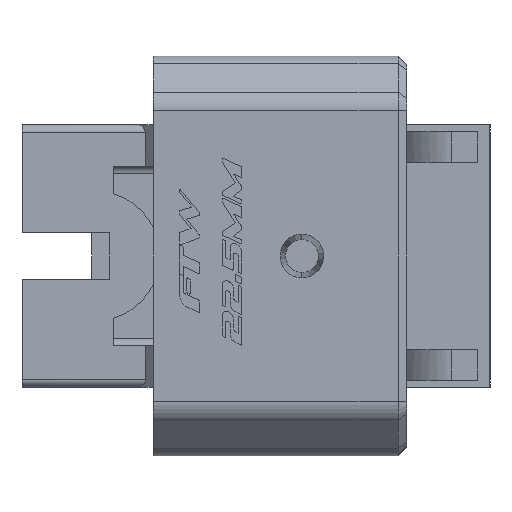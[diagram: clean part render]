
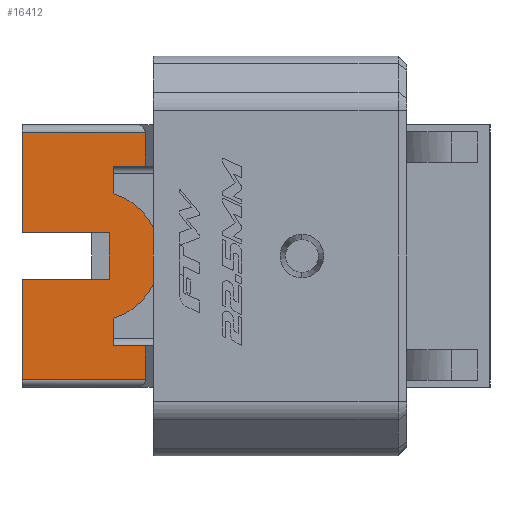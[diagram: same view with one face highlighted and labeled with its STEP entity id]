
A CAD part, left-side view. The second image highlights one B-rep face of the part: STEP entity #16412.
In plain terms, the highlighted planar face has unit normal (-1, 0, 0).
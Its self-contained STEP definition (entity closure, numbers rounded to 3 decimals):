
#144 = VERTEX_POINT ( 'NONE', #22372 ) ;
#562 = EDGE_CURVE ( 'NONE', #144, #21022, #11895, .T. ) ;
#978 = VECTOR ( 'NONE', #3882, 1000. ) ;
#1545 = CARTESIAN_POINT ( 'NONE',  ( 54.306, 42., 14.1 ) ) ;
#1621 = EDGE_CURVE ( 'NONE', #30135, #4813, #18341, .T. ) ;
#1875 = LINE ( 'NONE', #21276, #32370 ) ;
#2082 = DIRECTION ( 'NONE',  ( 0., -1., 0. ) ) ;
#2493 = DIRECTION ( 'NONE',  ( 0., 0., 1. ) ) ;
#2505 = ORIENTED_EDGE ( 'NONE', *, *, #35807, .T. ) ;
#2588 = VERTEX_POINT ( 'NONE', #9584 ) ;
#2864 = CARTESIAN_POINT ( 'NONE',  ( 54.306, 42., 0. ) ) ;
#3229 = ORIENTED_EDGE ( 'NONE', *, *, #30897, .T. ) ;
#3882 = DIRECTION ( 'NONE',  ( 0., 0., 1. ) ) ;
#3906 = DIRECTION ( 'NONE',  ( 0., -1., 0. ) ) ;
#4478 = DIRECTION ( 'NONE',  ( -1., 0., 0. ) ) ;
#4813 = VERTEX_POINT ( 'NONE', #24351 ) ;
#4859 = ORIENTED_EDGE ( 'NONE', *, *, #8211, .T. ) ;
#5328 = LINE ( 'NONE', #35834, #7352 ) ;
#5346 = ORIENTED_EDGE ( 'NONE', *, *, #35468, .F. ) ;
#5385 = AXIS2_PLACEMENT_3D ( 'NONE', #6057, #5699, #16977 ) ;
#5699 = DIRECTION ( 'NONE',  ( -1., 0., 0. ) ) ;
#5940 = CARTESIAN_POINT ( 'NONE',  ( 54.306, 27.9, 10.275 ) ) ;
#6057 = CARTESIAN_POINT ( 'NONE',  ( 54.306, 33.695, 0. ) ) ;
#6341 = EDGE_CURVE ( 'NONE', #32916, #25097, #27850, .T. ) ;
#6641 = LINE ( 'NONE', #17925, #29314 ) ;
#7352 = VECTOR ( 'NONE', #24919, 1000. ) ;
#7370 = VERTEX_POINT ( 'NONE', #28230 ) ;
#7608 = ORIENTED_EDGE ( 'NONE', *, *, #30925, .T. ) ;
#7814 = CARTESIAN_POINT ( 'NONE',  ( 54.306, 27.9, 14.1 ) ) ;
#8046 = CARTESIAN_POINT ( 'NONE',  ( 54.306, 32., -2.65 ) ) ;
#8165 = DIRECTION ( 'NONE',  ( 0., 0., 1. ) ) ;
#8211 = EDGE_CURVE ( 'NONE', #7370, #23868, #23108, .T. ) ;
#8712 = EDGE_CURVE ( 'NONE', #19862, #24745, #27123, .T. ) ;
#8739 = LINE ( 'NONE', #28507, #32731 ) ;
#8926 = AXIS2_PLACEMENT_3D ( 'NONE', #35888, #4478, #2082 ) ;
#9244 = CARTESIAN_POINT ( 'NONE',  ( 54.306, 27.9, 15. ) ) ;
#9584 = CARTESIAN_POINT ( 'NONE',  ( 54.306, 27.9, -10.275 ) ) ;
#10161 = EDGE_CURVE ( 'NONE', #30135, #34804, #31121, .T. ) ;
#11895 = CIRCLE ( 'NONE', #5385, 7.445 ) ;
#12019 = LINE ( 'NONE', #9244, #978 ) ;
#12762 = ORIENTED_EDGE ( 'NONE', *, *, #8712, .T. ) ;
#13154 = DIRECTION ( 'NONE',  ( 0., 0., -1. ) ) ;
#14036 = ORIENTED_EDGE ( 'NONE', *, *, #34927, .F. ) ;
#14082 = LINE ( 'NONE', #27387, #25604 ) ;
#14191 = EDGE_CURVE ( 'NONE', #7370, #24745, #14082, .T. ) ;
#14539 = DIRECTION ( 'NONE',  ( 0., 1., 0. ) ) ;
#14634 = CARTESIAN_POINT ( 'NONE',  ( 54.306, 42., 2.65 ) ) ;
#15567 = CARTESIAN_POINT ( 'NONE',  ( 54.306, 17.69, -14.1 ) ) ;
#16288 = CARTESIAN_POINT ( 'NONE',  ( 54.306, 42., -2.65 ) ) ;
#16412 = ADVANCED_FACE ( 'NONE', ( #21469 ), #29808, .T. ) ;
#16977 = DIRECTION ( 'NONE',  ( 0., -1., 0. ) ) ;
#17253 = CARTESIAN_POINT ( 'NONE',  ( 54.306, 31.564, -10.275 ) ) ;
#17925 = CARTESIAN_POINT ( 'NONE',  ( 54.306, 27.9, -8.8 ) ) ;
#18341 = LINE ( 'NONE', #15567, #29721 ) ;
#18576 = VECTOR ( 'NONE', #26841, 1000. ) ;
#18817 = CARTESIAN_POINT ( 'NONE',  ( 54.306, 31.564, 10.275 ) ) ;
#18838 = VERTEX_POINT ( 'NONE', #17253 ) ;
#19862 = VERTEX_POINT ( 'NONE', #7814 ) ;
#20516 = ORIENTED_EDGE ( 'NONE', *, *, #22375, .F. ) ;
#20649 = CARTESIAN_POINT ( 'NONE',  ( 54.306, 42., -2.65 ) ) ;
#21022 = VERTEX_POINT ( 'NONE', #30766 ) ;
#21231 = EDGE_LOOP ( 'NONE', ( #2505, #20516, #31737, #14036, #30055, #7608, #12762, #21382, #4859, #5346, #34570, #31001, #22491, #3229 ) ) ;
#21276 = CARTESIAN_POINT ( 'NONE',  ( 54.306, 31.564, 22.351 ) ) ;
#21382 = ORIENTED_EDGE ( 'NONE', *, *, #14191, .F. ) ;
#21469 = FACE_OUTER_BOUND ( 'NONE', #21231, .T. ) ;
#21738 = CARTESIAN_POINT ( 'NONE',  ( 54.306, 17.69, -10.275 ) ) ;
#21766 = CARTESIAN_POINT ( 'NONE',  ( 54.306, 42., -14.1 ) ) ;
#21951 = VECTOR ( 'NONE', #2493, 1000. ) ;
#22372 = CARTESIAN_POINT ( 'NONE',  ( 54.306, 31.564, -7.133 ) ) ;
#22375 = EDGE_CURVE ( 'NONE', #144, #18838, #8739, .T. ) ;
#22465 = EDGE_CURVE ( 'NONE', #34804, #24656, #32725, .T. ) ;
#22491 = ORIENTED_EDGE ( 'NONE', *, *, #1621, .T. ) ;
#23108 = LINE ( 'NONE', #14634, #28553 ) ;
#23868 = VERTEX_POINT ( 'NONE', #33969 ) ;
#24351 = CARTESIAN_POINT ( 'NONE',  ( 54.306, 27.9, -14.1 ) ) ;
#24462 = VECTOR ( 'NONE', #14539, 1000. ) ;
#24656 = VERTEX_POINT ( 'NONE', #8046 ) ;
#24699 = DIRECTION ( 'NONE',  ( 0., 1., 0. ) ) ;
#24713 = DIRECTION ( 'NONE',  ( 0., 1., 0. ) ) ;
#24745 = VERTEX_POINT ( 'NONE', #1545 ) ;
#24919 = DIRECTION ( 'NONE',  ( 0., 0., 1. ) ) ;
#25097 = VERTEX_POINT ( 'NONE', #18817 ) ;
#25604 = VECTOR ( 'NONE', #8165, 1000. ) ;
#26841 = DIRECTION ( 'NONE',  ( 0., -1., 0. ) ) ;
#27123 = LINE ( 'NONE', #35252, #33292 ) ;
#27387 = CARTESIAN_POINT ( 'NONE',  ( 54.306, 42., 0. ) ) ;
#27435 = VECTOR ( 'NONE', #24699, 1000. ) ;
#27850 = LINE ( 'NONE', #30624, #24462 ) ;
#28230 = CARTESIAN_POINT ( 'NONE',  ( 54.306, 42., 2.65 ) ) ;
#28507 = CARTESIAN_POINT ( 'NONE',  ( 54.306, 31.564, 22.351 ) ) ;
#28553 = VECTOR ( 'NONE', #3906, 1000. ) ;
#29314 = VECTOR ( 'NONE', #29741, 1000. ) ;
#29620 = DIRECTION ( 'NONE',  ( 0., -1., 0. ) ) ;
#29721 = VECTOR ( 'NONE', #29620, 1000. ) ;
#29741 = DIRECTION ( 'NONE',  ( 0., 0., 1. ) ) ;
#29808 = PLANE ( 'NONE',  #8926 ) ;
#30055 = ORIENTED_EDGE ( 'NONE', *, *, #6341, .F. ) ;
#30135 = VERTEX_POINT ( 'NONE', #21766 ) ;
#30245 = LINE ( 'NONE', #21738, #27435 ) ;
#30624 = CARTESIAN_POINT ( 'NONE',  ( 54.306, 17.69, 10.275 ) ) ;
#30766 = CARTESIAN_POINT ( 'NONE',  ( 54.306, 31.564, 7.133 ) ) ;
#30897 = EDGE_CURVE ( 'NONE', #4813, #2588, #6641, .T. ) ;
#30925 = EDGE_CURVE ( 'NONE', #32916, #19862, #12019, .T. ) ;
#31001 = ORIENTED_EDGE ( 'NONE', *, *, #10161, .F. ) ;
#31121 = LINE ( 'NONE', #2864, #21951 ) ;
#31737 = ORIENTED_EDGE ( 'NONE', *, *, #562, .T. ) ;
#32370 = VECTOR ( 'NONE', #13154, 1000. ) ;
#32725 = LINE ( 'NONE', #16288, #18576 ) ;
#32731 = VECTOR ( 'NONE', #36460, 1000. ) ;
#32916 = VERTEX_POINT ( 'NONE', #5940 ) ;
#33292 = VECTOR ( 'NONE', #24713, 1000. ) ;
#33969 = CARTESIAN_POINT ( 'NONE',  ( 54.306, 32., 2.65 ) ) ;
#34570 = ORIENTED_EDGE ( 'NONE', *, *, #22465, .F. ) ;
#34804 = VERTEX_POINT ( 'NONE', #20649 ) ;
#34927 = EDGE_CURVE ( 'NONE', #25097, #21022, #1875, .T. ) ;
#35252 = CARTESIAN_POINT ( 'NONE',  ( 54.306, 42., 14.1 ) ) ;
#35468 = EDGE_CURVE ( 'NONE', #24656, #23868, #5328, .T. ) ;
#35807 = EDGE_CURVE ( 'NONE', #2588, #18838, #30245, .T. ) ;
#35834 = CARTESIAN_POINT ( 'NONE',  ( 54.306, 32., 0. ) ) ;
#35888 = CARTESIAN_POINT ( 'NONE',  ( 54.306, 17.69, 0. ) ) ;
#36460 = DIRECTION ( 'NONE',  ( 0., 0., -1. ) ) ;
